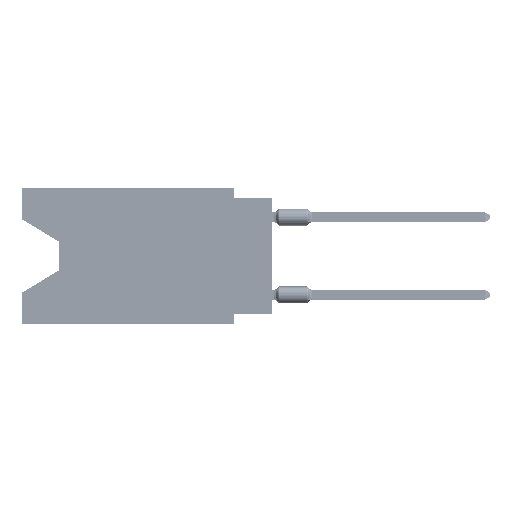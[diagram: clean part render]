
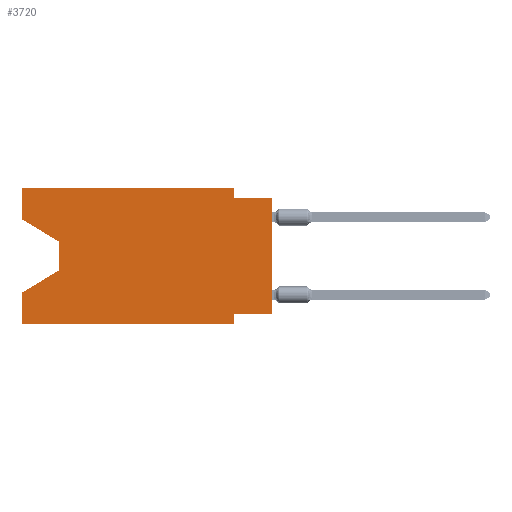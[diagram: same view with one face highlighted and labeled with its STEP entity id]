
A CAD part, left-side view. The second image highlights one B-rep face of the part: STEP entity #3720.
In plain terms, the highlighted planar face has unit normal (-1, 0, 0).
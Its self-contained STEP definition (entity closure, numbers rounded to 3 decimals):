
#6 = DIRECTION ( 'NONE',  ( 1., 0., 0. ) ) ;
#838 = EDGE_CURVE ( 'NONE', #42261, #18798, #77980, .T. ) ;
#1080 = LINE ( 'NONE', #49871, #40817 ) ;
#1327 = EDGE_CURVE ( 'NONE', #41380, #50819, #31662, .T. ) ;
#3485 = LINE ( 'NONE', #77635, #44938 ) ;
#3541 = LINE ( 'NONE', #59428, #23508 ) ;
#3720 = ADVANCED_FACE ( 'NONE', ( #47042 ), #54137, .F. ) ;
#3904 = CARTESIAN_POINT ( 'NONE',  ( 0., 13.97, -5.385 ) ) ;
#4312 = ORIENTED_EDGE ( 'NONE', *, *, #76212, .F. ) ;
#7066 = CARTESIAN_POINT ( 'NONE',  ( 0., 16.383, -2.038 ) ) ;
#7076 = DIRECTION ( 'NONE',  ( 0., 0., -1. ) ) ;
#7746 = CARTESIAN_POINT ( 'NONE',  ( 0., 13.97, -3.505 ) ) ;
#7820 = AXIS2_PLACEMENT_3D ( 'NONE', #27485, #6, #7076 ) ;
#8332 = DIRECTION ( 'NONE',  ( 0., 0., -1. ) ) ;
#10493 = CARTESIAN_POINT ( 'NONE',  ( 0., 13.97, -5.385 ) ) ;
#12704 = VERTEX_POINT ( 'NONE', #16973 ) ;
#13057 = CARTESIAN_POINT ( 'NONE',  ( 0., 2.54, -8.255 ) ) ;
#15870 = ORIENTED_EDGE ( 'NONE', *, *, #35339, .F. ) ;
#16473 = VECTOR ( 'NONE', #58043, 1000. ) ;
#16973 = CARTESIAN_POINT ( 'NONE',  ( 0., 0., -8.255 ) ) ;
#17717 = ORIENTED_EDGE ( 'NONE', *, *, #1327, .F. ) ;
#17848 = ORIENTED_EDGE ( 'NONE', *, *, #84179, .T. ) ;
#17996 = DIRECTION ( 'NONE',  ( 0., 0., 1. ) ) ;
#18798 = VERTEX_POINT ( 'NONE', #3904 ) ;
#18983 = ORIENTED_EDGE ( 'NONE', *, *, #838, .T. ) ;
#19060 = VECTOR ( 'NONE', #37131, 1000. ) ;
#20061 = CARTESIAN_POINT ( 'NONE',  ( 0., 0., -0.635 ) ) ;
#20074 = CARTESIAN_POINT ( 'NONE',  ( 0., 16.383, -8.89 ) ) ;
#20558 = DIRECTION ( 'NONE',  ( 0., 0., 1. ) ) ;
#20717 = DIRECTION ( 'NONE',  ( 0., -0.855, -0.519 ) ) ;
#22938 = LINE ( 'NONE', #10493, #19060 ) ;
#23145 = EDGE_LOOP ( 'NONE', ( #73172, #18983, #79425, #17717, #17848, #48308, #70807, #49957, #78652, #44688, #4312, #15870 ) ) ;
#23508 = VECTOR ( 'NONE', #65219, 1000. ) ;
#23622 = VERTEX_POINT ( 'NONE', #7066 ) ;
#23847 = CARTESIAN_POINT ( 'NONE',  ( 0., 2.54, -8.89 ) ) ;
#24006 = EDGE_CURVE ( 'NONE', #23622, #42261, #27359, .T. ) ;
#24631 = CARTESIAN_POINT ( 'NONE',  ( 0., 0., 0. ) ) ;
#25728 = CARTESIAN_POINT ( 'NONE',  ( 0., 16.383, -6.852 ) ) ;
#27091 = EDGE_CURVE ( 'NONE', #58947, #74334, #84667, .T. ) ;
#27359 = LINE ( 'NONE', #54444, #56803 ) ;
#27485 = CARTESIAN_POINT ( 'NONE',  ( 0., 16.383, 0. ) ) ;
#31662 = LINE ( 'NONE', #51661, #67088 ) ;
#33458 = CARTESIAN_POINT ( 'NONE',  ( 0., 16.383, 0. ) ) ;
#35339 = EDGE_CURVE ( 'NONE', #23622, #82609, #39682, .T. ) ;
#37131 = DIRECTION ( 'NONE',  ( 0., 0.855, -0.519 ) ) ;
#38289 = EDGE_CURVE ( 'NONE', #18798, #50819, #22938, .T. ) ;
#39578 = EDGE_CURVE ( 'NONE', #40084, #87701, #3541, .T. ) ;
#39682 = LINE ( 'NONE', #33458, #72787 ) ;
#40084 = VERTEX_POINT ( 'NONE', #68990 ) ;
#40330 = CARTESIAN_POINT ( 'NONE',  ( 0., 16.383, 0. ) ) ;
#40817 = VECTOR ( 'NONE', #63637, 1000. ) ;
#41380 = VERTEX_POINT ( 'NONE', #20074 ) ;
#42039 = DIRECTION ( 'NONE',  ( 0., 0., -1. ) ) ;
#42261 = VERTEX_POINT ( 'NONE', #7746 ) ;
#42878 = VERTEX_POINT ( 'NONE', #80400 ) ;
#44688 = ORIENTED_EDGE ( 'NONE', *, *, #52881, .F. ) ;
#44938 = VECTOR ( 'NONE', #69631, 1000. ) ;
#46303 = VECTOR ( 'NONE', #8332, 1000. ) ;
#46387 = LINE ( 'NONE', #24631, #57515 ) ;
#47042 = FACE_OUTER_BOUND ( 'NONE', #23145, .T. ) ;
#48308 = ORIENTED_EDGE ( 'NONE', *, *, #27091, .F. ) ;
#49871 = CARTESIAN_POINT ( 'NONE',  ( 0., 16.383, 0. ) ) ;
#49957 = ORIENTED_EDGE ( 'NONE', *, *, #86004, .T. ) ;
#50819 = VERTEX_POINT ( 'NONE', #25728 ) ;
#50967 = LINE ( 'NONE', #78031, #16473 ) ;
#51661 = CARTESIAN_POINT ( 'NONE',  ( 0., 16.383, 0. ) ) ;
#52881 = EDGE_CURVE ( 'NONE', #42878, #40084, #3485, .T. ) ;
#54137 = PLANE ( 'NONE',  #7820 ) ;
#54444 = CARTESIAN_POINT ( 'NONE',  ( 0., 16.383, -2.038 ) ) ;
#54977 = DIRECTION ( 'NONE',  ( 0., 1., 0. ) ) ;
#56682 = CARTESIAN_POINT ( 'NONE',  ( 0., 13.97, -3.505 ) ) ;
#56803 = VECTOR ( 'NONE', #20717, 1000. ) ;
#57515 = VECTOR ( 'NONE', #17996, 1000. ) ;
#57757 = VECTOR ( 'NONE', #54977, 1000. ) ;
#58043 = DIRECTION ( 'NONE',  ( 0., -1., 0. ) ) ;
#58947 = VERTEX_POINT ( 'NONE', #13057 ) ;
#59428 = CARTESIAN_POINT ( 'NONE',  ( 0., 0., -0.635 ) ) ;
#63637 = DIRECTION ( 'NONE',  ( 0., -1., 0. ) ) ;
#65219 = DIRECTION ( 'NONE',  ( 0., -1., 0. ) ) ;
#67088 = VECTOR ( 'NONE', #72934, 1000. ) ;
#67422 = CARTESIAN_POINT ( 'NONE',  ( 0., 0., -8.255 ) ) ;
#68990 = CARTESIAN_POINT ( 'NONE',  ( 0., 2.54, -0.635 ) ) ;
#69631 = DIRECTION ( 'NONE',  ( 0., 0., -1. ) ) ;
#70807 = ORIENTED_EDGE ( 'NONE', *, *, #75533, .F. ) ;
#72787 = VECTOR ( 'NONE', #20558, 1000. ) ;
#72934 = DIRECTION ( 'NONE',  ( 0., 0., 1. ) ) ;
#73172 = ORIENTED_EDGE ( 'NONE', *, *, #24006, .T. ) ;
#73653 = LINE ( 'NONE', #67422, #57757 ) ;
#74334 = VERTEX_POINT ( 'NONE', #81498 ) ;
#75533 = EDGE_CURVE ( 'NONE', #12704, #58947, #73653, .T. ) ;
#76212 = EDGE_CURVE ( 'NONE', #82609, #42878, #1080, .T. ) ;
#77635 = CARTESIAN_POINT ( 'NONE',  ( 0., 2.54, 0. ) ) ;
#77980 = LINE ( 'NONE', #56682, #86861 ) ;
#78031 = CARTESIAN_POINT ( 'NONE',  ( 0., 16.383, -8.89 ) ) ;
#78652 = ORIENTED_EDGE ( 'NONE', *, *, #39578, .F. ) ;
#79425 = ORIENTED_EDGE ( 'NONE', *, *, #38289, .T. ) ;
#80400 = CARTESIAN_POINT ( 'NONE',  ( 0., 2.54, 0. ) ) ;
#81498 = CARTESIAN_POINT ( 'NONE',  ( 0., 2.54, -8.89 ) ) ;
#82609 = VERTEX_POINT ( 'NONE', #40330 ) ;
#84179 = EDGE_CURVE ( 'NONE', #41380, #74334, #50967, .T. ) ;
#84667 = LINE ( 'NONE', #23847, #46303 ) ;
#86004 = EDGE_CURVE ( 'NONE', #12704, #87701, #46387, .T. ) ;
#86861 = VECTOR ( 'NONE', #42039, 1000. ) ;
#87701 = VERTEX_POINT ( 'NONE', #20061 ) ;
